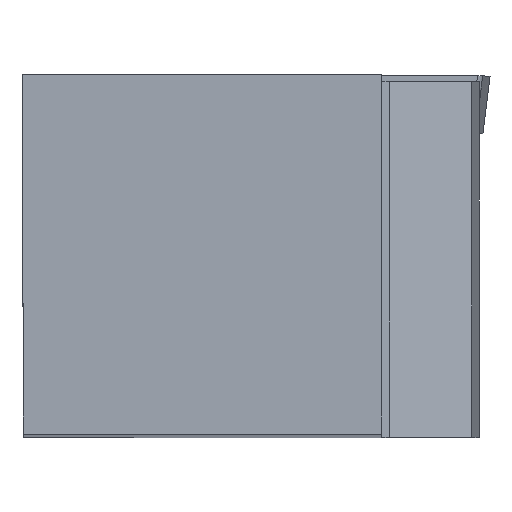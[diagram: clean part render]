
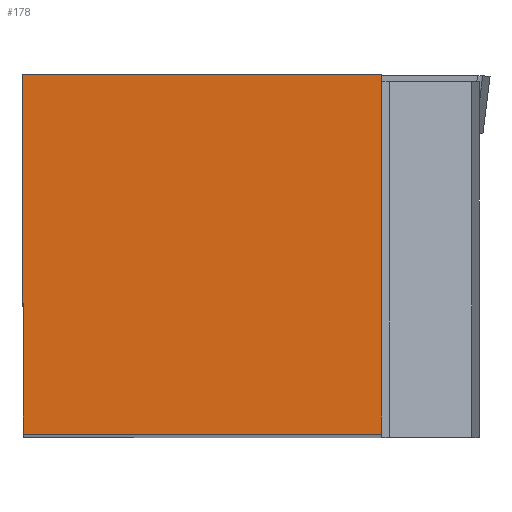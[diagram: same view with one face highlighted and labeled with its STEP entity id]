
A CAD part, top view. The second image highlights one B-rep face of the part: STEP entity #178.
In plain terms, the highlighted planar face has unit normal (0, 0, 1).
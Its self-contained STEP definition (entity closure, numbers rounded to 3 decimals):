
#137=FACE_OUTER_BOUND('',#417,.T.);
#178=ADVANCED_FACE('BLANK_BOXF006',(#137),#208,.F.);
#208=PLANE('',#972);
#235=LINE('',#1374,#304);
#240=LINE('',#1385,#309);
#246=LINE('',#1396,#315);
#274=LINE('',#1497,#343);
#304=VECTOR('',#1073,1.);
#309=VECTOR('',#1080,1.);
#315=VECTOR('',#1088,1.);
#343=VECTOR('',#1174,1.);
#417=EDGE_LOOP('',(#591,#592,#593,#594));
#591=ORIENTED_EDGE('',*,*,#752,.T.);
#592=ORIENTED_EDGE('',*,*,#741,.T.);
#593=ORIENTED_EDGE('',*,*,#746,.T.);
#594=ORIENTED_EDGE('',*,*,#798,.T.);
#661=VERTEX_POINT('',#1373);
#662=VERTEX_POINT('',#1375);
#666=VERTEX_POINT('',#1384);
#671=VERTEX_POINT('',#1397);
#741=EDGE_CURVE('',#662,#661,#235,.T.);
#746=EDGE_CURVE('',#661,#666,#240,.T.);
#752=EDGE_CURVE('',#671,#662,#246,.T.);
#798=EDGE_CURVE('',#666,#671,#274,.T.);
#972=AXIS2_PLACEMENT_3D('',#1515,#1192,#1193);
#1073=DIRECTION('',(-1.,0.,0.));
#1080=DIRECTION('',(0.004,-1.,0.));
#1088=DIRECTION('',(0.,1.,0.));
#1174=DIRECTION('',(1.,0.,0.));
#1192=DIRECTION('',(0.,0.,-1.));
#1193=DIRECTION('',(1.,0.,0.));
#1373=CARTESIAN_POINT('',(0.,24.875,0.));
#1374=CARTESIAN_POINT('',(162.35,24.875,0.));
#1375=CARTESIAN_POINT('',(24.875,24.875,0.));
#1384=CARTESIAN_POINT('',(0.109,0.,0.));
#1385=CARTESIAN_POINT('',(-0.6,162.348,0.));
#1396=CARTESIAN_POINT('',(24.875,-162.35,0.));
#1397=CARTESIAN_POINT('',(24.875,0.,0.));
#1497=CARTESIAN_POINT('',(-162.35,0.,0.));
#1515=CARTESIAN_POINT('',(43.35,-5.,0.));
